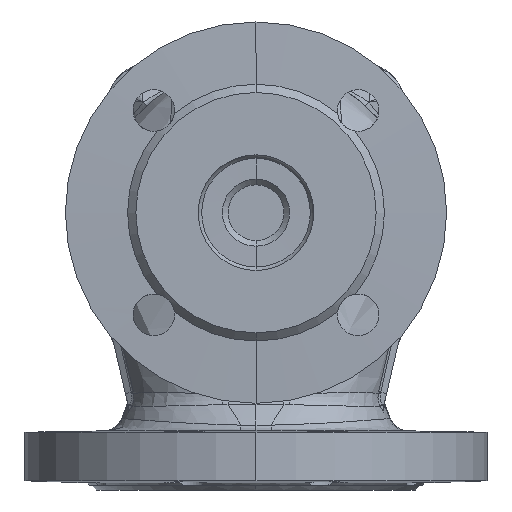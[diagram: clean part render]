
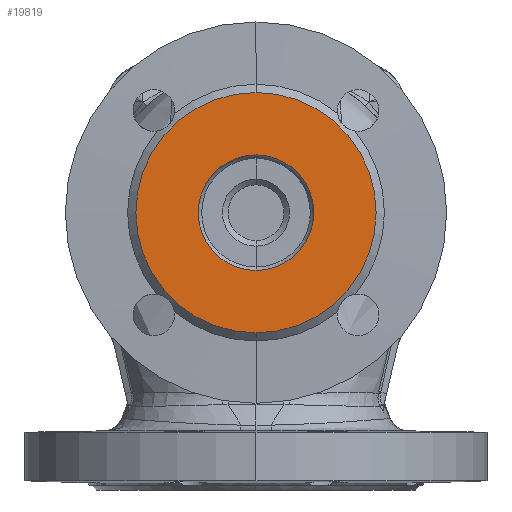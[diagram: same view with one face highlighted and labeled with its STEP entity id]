
A CAD part, front view. The second image highlights one B-rep face of the part: STEP entity #19819.
In plain terms, the highlighted planar face has unit normal (0, -1, 0).
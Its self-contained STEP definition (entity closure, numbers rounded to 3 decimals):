
#5898=CARTESIAN_POINT('',(0.,-150.,0.));
#5899=DIRECTION('',(0.,1.,0.));
#5900=DIRECTION('',(0.,0.,-1.));
#5901=AXIS2_PLACEMENT_3D('',#5898,#5899,#5900);
#5907=CARTESIAN_POINT('',(0.,-150.,0.));
#5908=DIRECTION('',(0.,-1.,0.));
#5909=DIRECTION('',(0.,0.,-1.));
#5910=AXIS2_PLACEMENT_3D('',#5907,#5908,#5909);
#5939=CARTESIAN_POINT('',(0.,-150.,0.));
#5940=DIRECTION('',(0.,-1.,0.));
#5941=DIRECTION('',(0.,0.,-1.));
#5942=AXIS2_PLACEMENT_3D('',#5939,#5940,#5941);
#6351=CARTESIAN_POINT('',(0.,-150.,0.));
#6352=DIRECTION('',(0.,-1.,0.));
#6353=DIRECTION('',(0.,0.,1.));
#6354=AXIS2_PLACEMENT_3D('',#6351,#6352,#6353);
#7203=CARTESIAN_POINT('',(0.,-150.,-25.));
#7204=CARTESIAN_POINT('',(0.,-150.,25.));
#7205=VERTEX_POINT('',#7203);
#7206=VERTEX_POINT('',#7204);
#7233=CARTESIAN_POINT('',(0.,-150.,-52.));
#7234=CARTESIAN_POINT('',(0.,-150.,52.));
#7235=VERTEX_POINT('',#7233);
#7236=VERTEX_POINT('',#7234);
#19804=CARTESIAN_POINT('',(0.,-150.,0.));
#19805=DIRECTION('',(0.,-1.,0.));
#19806=DIRECTION('',(0.,0.,1.));
#19807=AXIS2_PLACEMENT_3D('',#19804,#19805,#19806);
#19808=PLANE('',#19807);
#19810=ORIENTED_EDGE('',*,*,#19809,.F.);
#19812=ORIENTED_EDGE('',*,*,#19811,.F.);
#19813=EDGE_LOOP('',(#19810,#19812));
#19814=FACE_OUTER_BOUND('',#19813,.F.);
#19815=ORIENTED_EDGE('',*,*,#19786,.T.);
#19816=ORIENTED_EDGE('',*,*,#19771,.F.);
#19817=EDGE_LOOP('',(#19815,#19816));
#19818=FACE_BOUND('',#19817,.F.);
#19819=ADVANCED_FACE('',(#19814,#19818),#19808,.T.);
#5902=CIRCLE('',#5901,25.);
#5911=CIRCLE('',#5910,25.);
#5943=CIRCLE('',#5942,52.);
#6355=CIRCLE('',#6354,52.);
#19771=EDGE_CURVE('',#7205,#7206,#5902,.T.);
#19786=EDGE_CURVE('',#7205,#7206,#5911,.T.);
#19809=EDGE_CURVE('',#7235,#7236,#5943,.T.);
#19811=EDGE_CURVE('',#7236,#7235,#6355,.T.);
